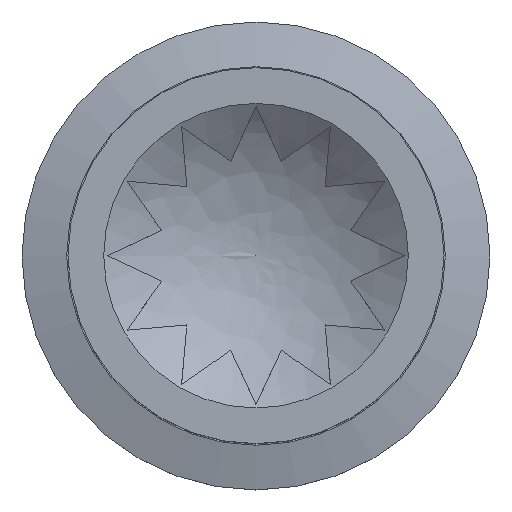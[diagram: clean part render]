
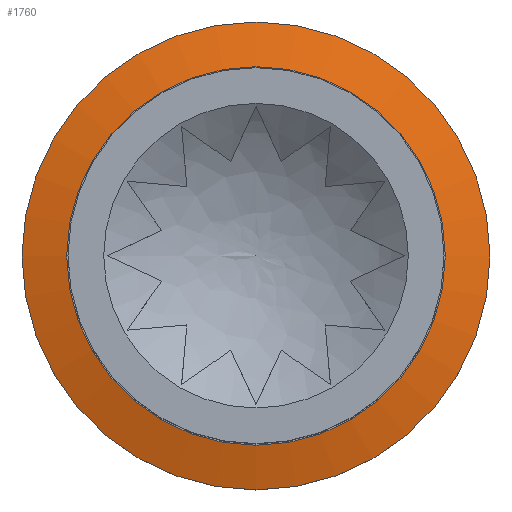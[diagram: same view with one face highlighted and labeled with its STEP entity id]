
A CAD part, top view. The second image highlights one B-rep face of the part: STEP entity #1760.
In plain terms, the highlighted conical face has half-angle 75 degrees and reference radius 24.875 mm.
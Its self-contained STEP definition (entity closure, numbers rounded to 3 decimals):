
#1698=CARTESIAN_POINT('',(11.75,0.0,-0.607));
#1699=VERTEX_POINT('',#1698);
#1700=CARTESIAN_POINT('',(-10.5,0.0,-0.607));
#1701=DIRECTION('',(0.0,0.0,1.0));
#1702=DIRECTION('',(1.0,0.0,0.0));
#1703=AXIS2_PLACEMENT_3D('',#1700,#1701,#1702);
#1704=CIRCLE('',#1703,22.25);
#1705=EDGE_CURVE('',#1699,#1699,#1704,.T.);
#1741=CARTESIAN_POINT('',(-10.5,0.0,0.097));
#1742=DIRECTION('',(0.,0.0,1.0));
#1743=DIRECTION('',(1.0,0.0,0.0));
#1744=AXIS2_PLACEMENT_3D('',#1741,#1742,#1743);
#1745=CONICAL_SURFACE('',#1744,24.875,75.);
#1746=ORIENTED_EDGE('',*,*,#1705,.T.);
#1747=EDGE_LOOP('',(#1746));
#1748=FACE_OUTER_BOUND('',#1747,.T.);
#1749=CARTESIAN_POINT('',(17.,0.0,0.8));
#1750=VERTEX_POINT('',#1749);
#1751=CARTESIAN_POINT('',(-10.5,0.0,0.8));
#1752=DIRECTION('',(0.0,0.0,1.0));
#1753=DIRECTION('',(1.0,0.0,0.0));
#1754=AXIS2_PLACEMENT_3D('',#1751,#1752,#1753);
#1755=CIRCLE('',#1754,27.5);
#1756=EDGE_CURVE('',#1750,#1750,#1755,.T.);
#1757=ORIENTED_EDGE('',*,*,#1756,.F.);
#1758=EDGE_LOOP('',(#1757));
#1759=FACE_BOUND('',#1758,.T.);
#1760=ADVANCED_FACE('',(#1748,#1759),#1745,.T.);
